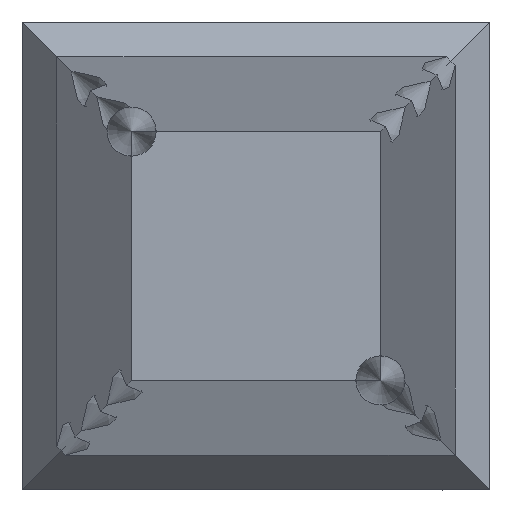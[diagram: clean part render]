
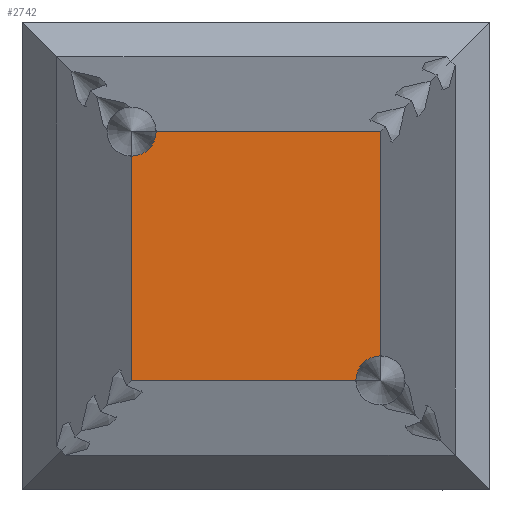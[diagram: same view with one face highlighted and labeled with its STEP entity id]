
A CAD part, front view. The second image highlights one B-rep face of the part: STEP entity #2742.
In plain terms, the highlighted planar face has unit normal (0, -1, 0).
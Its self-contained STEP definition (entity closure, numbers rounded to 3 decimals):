
#537 = CARTESIAN_POINT ( 'NONE',  ( -12.5, -750., 10.025 ) ) ;
#600 = DIRECTION ( 'NONE',  ( 0., 1., 0. ) ) ;
#668 = DIRECTION ( 'NONE',  ( 0., 0., 1. ) ) ;
#869 = EDGE_CURVE ( 'NONE', #874, #14079, #11157, .T. ) ;
#874 = VERTEX_POINT ( 'NONE', #17011 ) ;
#1056 = EDGE_CURVE ( 'NONE', #8431, #1293, #9302, .T. ) ;
#1293 = VERTEX_POINT ( 'NONE', #537 ) ;
#1319 = DIRECTION ( 'NONE',  ( 0., 0., 1. ) ) ;
#1403 = EDGE_LOOP ( 'NONE', ( #12885, #2089, #13330, #13861, #8536, #10051 ) ) ;
#1747 = VECTOR ( 'NONE', #12625, 1000. ) ;
#2089 = ORIENTED_EDGE ( 'NONE', *, *, #12124, .T. ) ;
#2279 = LINE ( 'NONE', #4906, #12364 ) ;
#2742 = ADVANCED_FACE ( 'NONE', ( #6162 ), #13728, .F. ) ;
#2970 = CARTESIAN_POINT ( 'NONE',  ( 12.5, -750., -10.025 ) ) ;
#3669 = DIRECTION ( 'NONE',  ( -1., 0., 0. ) ) ;
#3855 = CIRCLE ( 'NONE', #12571, 2.475 ) ;
#3951 = DIRECTION ( 'NONE',  ( 0., 1., 0. ) ) ;
#3963 = DIRECTION ( 'NONE',  ( 0., 0., 1. ) ) ;
#4014 = CARTESIAN_POINT ( 'NONE',  ( -12.5, -750., 12.5 ) ) ;
#4078 = CARTESIAN_POINT ( 'NONE',  ( -12.5, -750., 12.5 ) ) ;
#4906 = CARTESIAN_POINT ( 'NONE',  ( -12.5, -750., -12.5 ) ) ;
#5392 = EDGE_CURVE ( 'NONE', #11203, #8431, #2279, .T. ) ;
#5805 = VECTOR ( 'NONE', #3963, 1000. ) ;
#6162 = FACE_OUTER_BOUND ( 'NONE', #1403, .T. ) ;
#6272 = AXIS2_PLACEMENT_3D ( 'NONE', #11020, #600, #6961 ) ;
#6377 = CARTESIAN_POINT ( 'NONE',  ( 12.5, -750., 12.5 ) ) ;
#6961 = DIRECTION ( 'NONE',  ( 0., 0., 1. ) ) ;
#6964 = CARTESIAN_POINT ( 'NONE',  ( 10.025, -750., -12.5 ) ) ;
#7642 = VECTOR ( 'NONE', #16891, 1000. ) ;
#8319 = DIRECTION ( 'NONE',  ( 0., 1., 0. ) ) ;
#8381 = CARTESIAN_POINT ( 'NONE',  ( 12.5, -750., -12.5 ) ) ;
#8431 = VERTEX_POINT ( 'NONE', #16756 ) ;
#8525 = EDGE_CURVE ( 'NONE', #874, #1293, #3855, .T. ) ;
#8536 = ORIENTED_EDGE ( 'NONE', *, *, #8525, .T. ) ;
#8818 = CARTESIAN_POINT ( 'NONE',  ( 12.5, -750., -12.5 ) ) ;
#9083 = AXIS2_PLACEMENT_3D ( 'NONE', #8381, #8319, #668 ) ;
#9302 = LINE ( 'NONE', #4078, #5805 ) ;
#10051 = ORIENTED_EDGE ( 'NONE', *, *, #1056, .F. ) ;
#11020 = CARTESIAN_POINT ( 'NONE',  ( 0., -750., 0. ) ) ;
#11157 = LINE ( 'NONE', #6377, #7642 ) ;
#11203 = VERTEX_POINT ( 'NONE', #6964 ) ;
#11327 = EDGE_CURVE ( 'NONE', #14079, #15190, #14727, .T. ) ;
#12027 = CIRCLE ( 'NONE', #9083, 2.475 ) ;
#12124 = EDGE_CURVE ( 'NONE', #11203, #15190, #12027, .T. ) ;
#12364 = VECTOR ( 'NONE', #3669, 1000. ) ;
#12571 = AXIS2_PLACEMENT_3D ( 'NONE', #4014, #3951, #1319 ) ;
#12625 = DIRECTION ( 'NONE',  ( 0., 0., -1. ) ) ;
#12885 = ORIENTED_EDGE ( 'NONE', *, *, #5392, .F. ) ;
#13330 = ORIENTED_EDGE ( 'NONE', *, *, #11327, .F. ) ;
#13728 = PLANE ( 'NONE',  #6272 ) ;
#13861 = ORIENTED_EDGE ( 'NONE', *, *, #869, .F. ) ;
#14079 = VERTEX_POINT ( 'NONE', #14119 ) ;
#14119 = CARTESIAN_POINT ( 'NONE',  ( 12.5, -750., 12.5 ) ) ;
#14727 = LINE ( 'NONE', #8818, #1747 ) ;
#15190 = VERTEX_POINT ( 'NONE', #2970 ) ;
#16756 = CARTESIAN_POINT ( 'NONE',  ( -12.5, -750., -12.5 ) ) ;
#16891 = DIRECTION ( 'NONE',  ( 1., 0., 0. ) ) ;
#17011 = CARTESIAN_POINT ( 'NONE',  ( -10.025, -750., 12.5 ) ) ;
